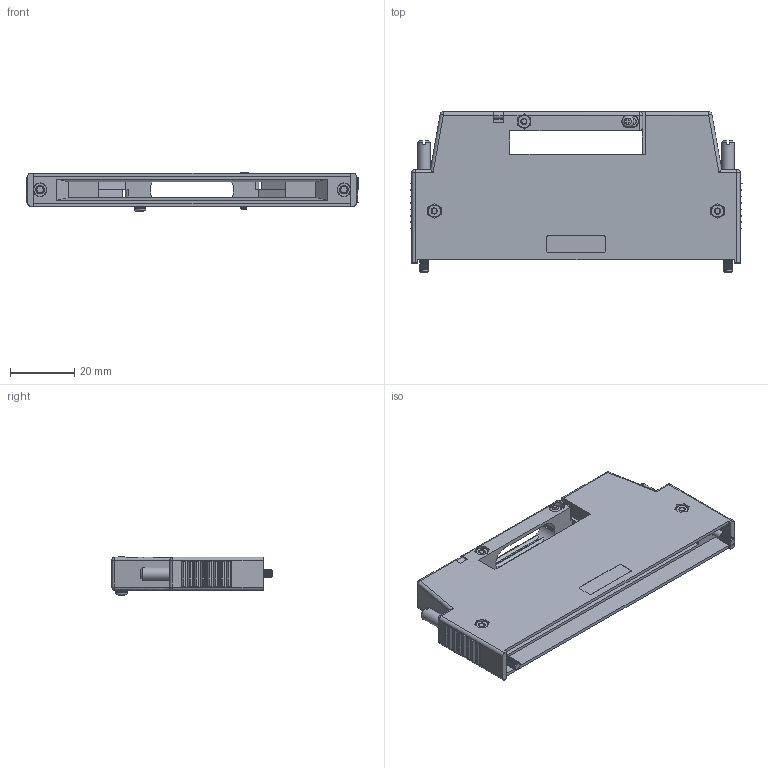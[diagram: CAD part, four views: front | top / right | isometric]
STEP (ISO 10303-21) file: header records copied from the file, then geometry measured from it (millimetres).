
FILE_DESCRIPTION( ('This file contains a STEP AP42 implementation' ,'as created by ZW3D STEP Interface translator.') ,'2;1' );
FILE_NAME( '6342-64FH00BBW01.stp' ,'231019.11 738', (''), ('ZWCAD Software Co.'), 'Version 1.0', 'ZW3D to STEP translator', '' );
FILE_SCHEMA(('AUTOMOTIVE_DESIGN { 1 0 10303 214 1 1 1 1 }'));
Length unit declared in the file: millimetre
Products named in the file (2): 0; 6342-64FHSXBBWA01W
Bounding box: 103.2 x 49.85 x 11.9 mm (x, y, z)
Volume: 19978.6 mm3; surface area: 23449.9 mm2
Topology: 1 solids, 11 shells, 827 faces, 2210 edges, 1436 vertices
Faces by surface type: plane 463, cylinder 237, bspline 97, cone 20, sphere 10
Full cylindrical faces by diameter (mm): 1.6 x3, 1.9 x63, 1.95 x2, 2.15 x2, 2.2 x4, 2.6 x24, 3.6 x4, 4 x4
Entity records: 38345 total; most frequent: CARTESIAN_POINT 17777, ORIENTED_EDGE 4420, DIRECTION 3721, EDGE_CURVE 2210, VERTEX_POINT 1436, VECTOR 1383, LINE 1383, AXIS2_PLACEMENT_3D 1169
